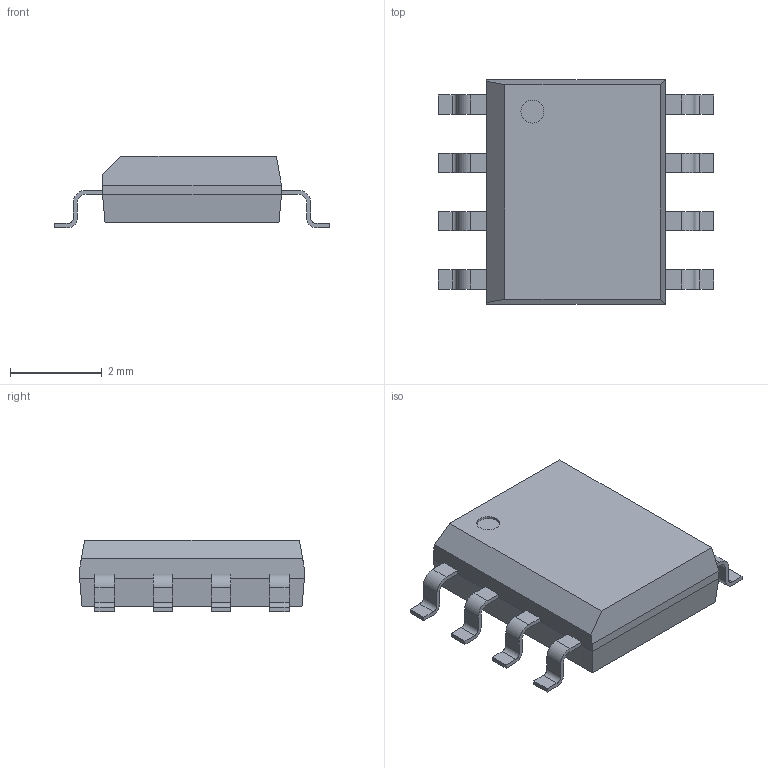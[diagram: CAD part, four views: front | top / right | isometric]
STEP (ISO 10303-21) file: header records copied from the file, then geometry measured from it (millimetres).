
FILE_DESCRIPTION (( 'STEP AP214' ), '1' );
FILE_NAME ('SOIC8.STEP', '2020-03-10T15:56:17', ( '' ), ( '' ), 'SwSTEP 2.0', 'SolidWorks 2018', '' );
FILE_SCHEMA (( 'AUTOMOTIVE_DESIGN' ));
Length unit declared in the file: millimetre
Products named in the file (1): SOIC8
Bounding box: 6 x 4.9 x 1.55 mm (x, y, z)
Volume: 27.1 mm3; surface area: 73.1 mm2
Topology: 1 solids, 1 shells, 121 faces, 332 edges, 214 vertices
Faces by surface type: plane 87, cylinder 34
Entity records: 5163 total; most frequent: CARTESIAN_POINT 668, ORIENTED_EDGE 664, DIRECTION 644, EDGE_CURVE 332, VECTOR 264, LINE 264, VERTEX_POINT 214, AXIS2_PLACEMENT_3D 190
